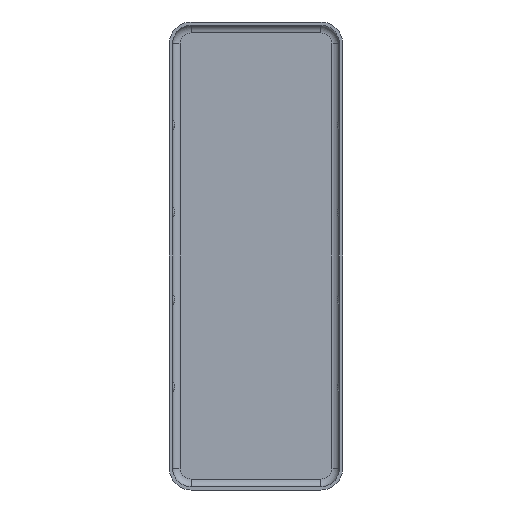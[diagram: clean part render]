
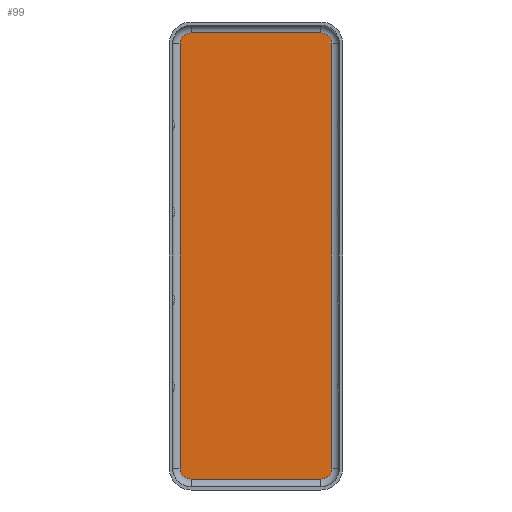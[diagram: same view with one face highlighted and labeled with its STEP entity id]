
A CAD part, front view. The second image highlights one B-rep face of the part: STEP entity #99.
In plain terms, the highlighted planar face has unit normal (0, -1, 0).
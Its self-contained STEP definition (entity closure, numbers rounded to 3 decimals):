
#99 = ADVANCED_FACE( 'NONE', ( #234 ), #235, .T. );
#234 = FACE_OUTER_BOUND( '', #411, .T. );
#235 = PLANE( '', #412 );
#411 = EDGE_LOOP( '', ( #637, #638, #639, #640, #641, #642, #643, #644 ) );
#412 = AXIS2_PLACEMENT_3D( '', #645, #646, #647 );
#637 = ORIENTED_EDGE( '', *, *, #990, .F. );
#638 = ORIENTED_EDGE( '', *, *, #991, .F. );
#639 = ORIENTED_EDGE( '', *, *, #961, .F. );
#640 = ORIENTED_EDGE( '', *, *, #992, .T. );
#641 = ORIENTED_EDGE( '', *, *, #956, .T. );
#642 = ORIENTED_EDGE( '', *, *, #993, .F. );
#643 = ORIENTED_EDGE( '', *, *, #968, .T. );
#644 = ORIENTED_EDGE( '', *, *, #994, .T. );
#645 = CARTESIAN_POINT( '', ( 5.95, 0., -19.45 ) );
#646 = DIRECTION( '', ( 0., -1., 0. ) );
#647 = DIRECTION( '', ( 0., 0., -1. ) );
#956 = EDGE_CURVE( 'NONE', #1117, #1115, #1118, .T. );
#961 = EDGE_CURVE( 'NONE', #1123, #1125, #1126, .T. );
#968 = EDGE_CURVE( 'NONE', #1137, #1135, #1138, .T. );
#990 = EDGE_CURVE( 'NONE', #1172, #1173, #1174, .T. );
#991 = EDGE_CURVE( 'NONE', #1125, #1172, #1175, .T. );
#992 = EDGE_CURVE( 'NONE', #1123, #1117, #1176, .T. );
#993 = EDGE_CURVE( 'NONE', #1137, #1115, #1177, .T. );
#994 = EDGE_CURVE( 'NONE', #1135, #1173, #1178, .T. );
#1115 = VERTEX_POINT( 'NONE', #1331 );
#1117 = VERTEX_POINT( 'NONE', #1333 );
#1118 = LINE( '', #1334, #1335 );
#1123 = VERTEX_POINT( 'NONE', #1341 );
#1125 = VERTEX_POINT( 'NONE', #1343 );
#1126 = LINE( '', #1344, #1345 );
#1135 = VERTEX_POINT( 'NONE', #1355 );
#1137 = VERTEX_POINT( 'NONE', #1357 );
#1138 = LINE( '', #1358, #1359 );
#1172 = VERTEX_POINT( 'NONE', #1398 );
#1173 = VERTEX_POINT( 'NONE', #1399 );
#1174 = LINE( '', #1400, #1401 );
#1175 = CIRCLE( '', #1402, 1. );
#1176 = CIRCLE( '', #1403, 1. );
#1177 = CIRCLE( '', #1404, 1. );
#1178 = CIRCLE( '', #1405, 1. );
#1331 = CARTESIAN_POINT( '', ( -5.95, 0., 20.45 ) );
#1333 = CARTESIAN_POINT( '', ( 5.95, 0., 20.45 ) );
#1334 = CARTESIAN_POINT( '', ( 5.95, 0., 20.45 ) );
#1335 = VECTOR( '', #1578, 1000. );
#1341 = CARTESIAN_POINT( '', ( 6.95, 0., 19.45 ) );
#1343 = CARTESIAN_POINT( '', ( 6.95, 0., -19.45 ) );
#1344 = CARTESIAN_POINT( '', ( 6.95, 0., 0. ) );
#1345 = VECTOR( '', #1586, 1000. );
#1355 = CARTESIAN_POINT( '', ( -6.95, 0., -19.45 ) );
#1357 = CARTESIAN_POINT( '', ( -6.95, 0., 19.45 ) );
#1358 = CARTESIAN_POINT( '', ( -6.95, 0., 0. ) );
#1359 = VECTOR( '', #1597, 1000. );
#1398 = CARTESIAN_POINT( '', ( 5.95, 0., -20.45 ) );
#1399 = CARTESIAN_POINT( '', ( -5.95, 0., -20.45 ) );
#1400 = CARTESIAN_POINT( '', ( 5.95, 0., -20.45 ) );
#1401 = VECTOR( '', #1636, 1000. );
#1402 = AXIS2_PLACEMENT_3D( '', #1637, #1638, #1639 );
#1403 = AXIS2_PLACEMENT_3D( '', #1640, #1641, #1642 );
#1404 = AXIS2_PLACEMENT_3D( '', #1643, #1644, #1645 );
#1405 = AXIS2_PLACEMENT_3D( '', #1646, #1647, #1648 );
#1578 = DIRECTION( '', ( -1., 0., 0. ) );
#1586 = DIRECTION( '', ( 0., 0., -1. ) );
#1597 = DIRECTION( '', ( 0., 0., -1. ) );
#1636 = DIRECTION( '', ( -1., 0., 0. ) );
#1637 = CARTESIAN_POINT( '', ( 5.95, 0., -19.45 ) );
#1638 = DIRECTION( '', ( 0., 1., 0. ) );
#1639 = DIRECTION( '', ( 0., 0., 1. ) );
#1640 = CARTESIAN_POINT( '', ( 5.95, 0., 19.45 ) );
#1641 = DIRECTION( '', ( 0., -1., 0. ) );
#1642 = DIRECTION( '', ( 0., 0., -1. ) );
#1643 = CARTESIAN_POINT( '', ( -5.95, 0., 19.45 ) );
#1644 = DIRECTION( '', ( 0., 1., 0. ) );
#1645 = DIRECTION( '', ( 0., 0., -1. ) );
#1646 = CARTESIAN_POINT( '', ( -5.95, 0., -19.45 ) );
#1647 = DIRECTION( '', ( 0., -1., 0. ) );
#1648 = DIRECTION( '', ( 0., 0., 1. ) );
